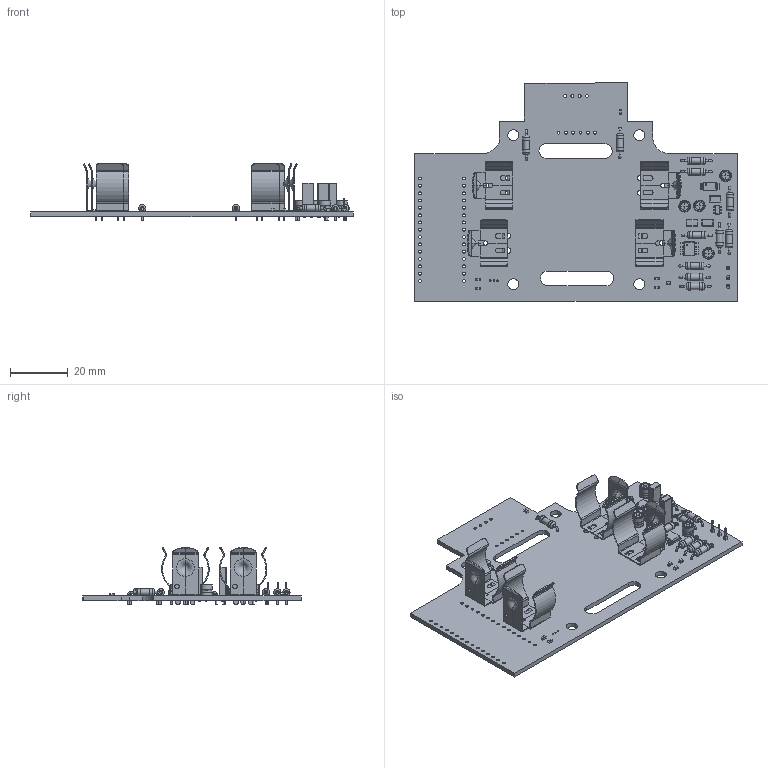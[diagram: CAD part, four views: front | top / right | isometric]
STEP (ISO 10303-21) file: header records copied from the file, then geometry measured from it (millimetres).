
FILE_DESCRIPTION(('KiCad electronic assembly'),'2;1');
FILE_NAME('ROCKETRY Camera PCB.step','2025-01-18T08:32:35',('Pcbnew'),( 'Kicad'),'Open CASCADE STEP processor 7.8','KiCad to STEP converter' ,'Unknown');
FILE_SCHEMA(('AUTOMOTIVE_DESIGN { 1 0 10303 214 1 1 1 1 }'));
Length unit declared in the file: millimetre
Products named in the file (22): ROCKETRY Camera PCB 1; R_Axial_DIN0207_L6.3mm_D2.5mm_P10.16mm_Horizontal; R_Axial_DIN0207_L63mm_D25mm_P1016mm_Horizontal; LED_0603_1608Metric; CP_Radial_D4.0mm_P2.00mm; CP_Radial_D40mm_P200mm; C_0603_1608Metric; TSOT-23-6; TSOT_23_6; C_Rect_L4.0mm_W2.5mm_P2.50mm; C_Rect_L40mm_W25mm_P250mm; SO-8_3.9x4.9mm_P1.27mm; CQ assembly; PinHeader_1x01_P1.00mm_Vertical; PinHeader_1x01_P100mm_Vertical; TSSOP-8_4.4x3mm_P0.65mm; TSSOP_8_44x3mm_P065mm; BatteryClip_Keystone_54_D16-19mm; BatteryClip_Keystone_54_16-19mm; _autosave-ROCKETRY Camera PCB_PCB
Assembly tree (45 placements, depth 3):
  ROCKETRY Camera PCB 1
    R_Axial_DIN0207_L6.3mm_D2.5mm_P10.16mm_Horizontal  x11
      R_Axial_DIN0207_L63mm_D25mm_P1016mm_Horizontal
    LED_0603_1608Metric  x3
      LED_0603_1608Metric
    CP_Radial_D4.0mm_P2.00mm  x4
      CP_Radial_D40mm_P200mm
    C_0603_1608Metric  x3
      C_0603_1608Metric
    TSOT-23-6
      TSOT_23_6
    C_Rect_L4.0mm_W2.5mm_P2.50mm  x3
      C_Rect_L40mm_W25mm_P250mm
    SO-8_3.9x4.9mm_P1.27mm
      CQ assembly
    PinHeader_1x01_P1.00mm_Vertical  x3
      PinHeader_1x01_P100mm_Vertical
    TSSOP-8_4.4x3mm_P0.65mm
      TSSOP_8_44x3mm_P065mm
    BatteryClip_Keystone_54_D16-19mm  x4
      BatteryClip_Keystone_54_16-19mm
    _autosave-ROCKETRY Camera PCB_PCB
Bounding box: 111.8 x 75.67 x 19.86 mm (x, y, z)
Volume: 12037.3 mm3; surface area: 21370.3 mm2
Topology: 48 solids, 52 shells, 1978 faces, 4799 edges, 2972 vertices
Faces by surface type: plane 1146, cylinder 610, bspline 110, torus 52, revolution 40, sphere 12, extrusion 8
Full cylindrical faces by diameter (mm): 0.3 x8, 0.4 x2, 0.5 x13, 0.6 x52, 0.8 x28, 1 x30, 1.016 x10, 1.575 x4, 1.829 x12, 2.25 x11, 2.5 x22, 3.81 x4
Entity records: 68243 total; most frequent: CARTESIAN_POINT 15440, DIRECTION 9061, VECTOR 5732, LINE 5730, ORIENTED_EDGE 4890, PCURVE 4890, DEFINITIONAL_REPRESENTATION 4890, EDGE_CURVE 2445
